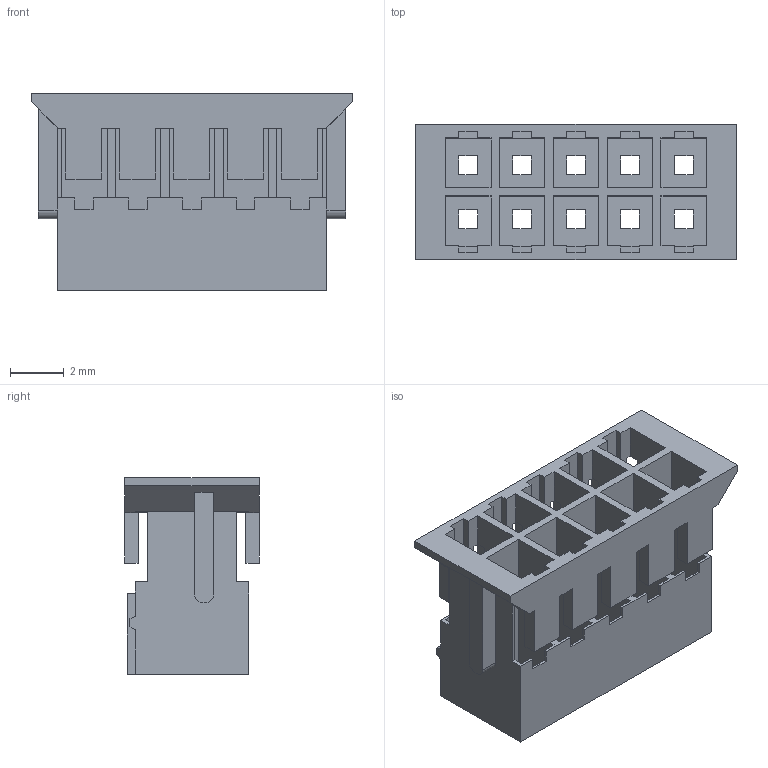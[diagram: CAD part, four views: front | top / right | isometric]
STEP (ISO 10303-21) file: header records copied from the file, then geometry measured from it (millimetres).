
FILE_DESCRIPTION((''),'2;1');
FILE_NAME('HG20003','2019-08-27T',('gongcheng6'),(''),'PRO/ENGINEER BY PARAMETRIC TECHNOLOGY CORPORATION, 2010280','PRO/ENGINEER BY PARAMETRIC TECHNOLOGY CORPORATION, 2010280','');
FILE_SCHEMA(('CONFIG_CONTROL_DESIGN'));
Length unit declared in the file: millimetre
Products named in the file (1): HG20003
Bounding box: 11.9 x 5 x 7.3 mm (x, y, z)
Volume: 120.1 mm3; surface area: 790 mm2
Topology: 1 solids, 1 shells, 280 faces, 864 edges, 576 vertices
Faces by surface type: plane 276, cylinder 4
Entity records: 9554 total; most frequent: ORIENTED_EDGE 1728, CARTESIAN_POINT 1720, DIRECTION 1432, EDGE_CURVE 864, VECTOR 856, LINE 856, VERTEX_POINT 576, EDGE_LOOP 310
